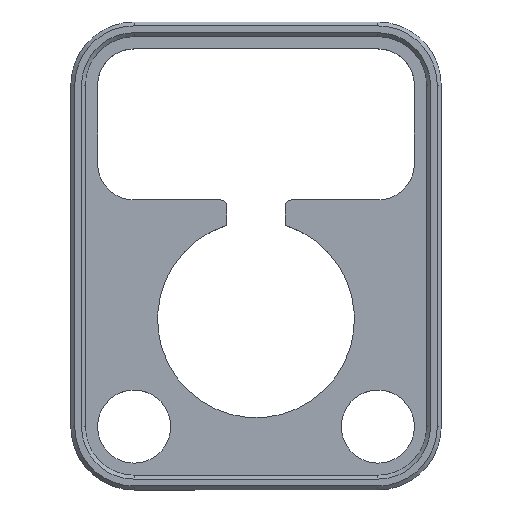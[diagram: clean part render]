
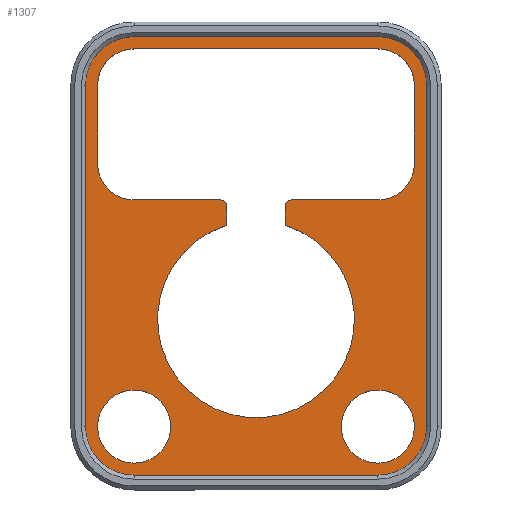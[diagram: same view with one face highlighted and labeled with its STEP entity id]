
A CAD part, top view. The second image highlights one B-rep face of the part: STEP entity #1307.
In plain terms, the highlighted planar face has unit normal (0, 0, 1).
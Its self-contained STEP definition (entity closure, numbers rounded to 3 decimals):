
#17=FACE_BOUND('',#271,.T.);
#18=FACE_BOUND('',#272,.T.);
#19=FACE_BOUND('',#273,.T.);
#78=CIRCLE('',#1403,5.);
#79=CIRCLE('',#1406,5.);
#82=CIRCLE('',#1415,5.);
#83=CIRCLE('',#1418,5.);
#85=CIRCLE('',#1424,3.75);
#87=CIRCLE('',#1428,3.75);
#89=CIRCLE('',#1432,3.75);
#91=CIRCLE('',#1436,3.75);
#93=CIRCLE('',#1440,0.6);
#95=CIRCLE('',#1444,10.1);
#97=CIRCLE('',#1448,0.6);
#99=CIRCLE('',#1451,3.75);
#101=CIRCLE('',#1454,3.75);
#192=FACE_OUTER_BOUND('',#270,.T.);
#270=EDGE_LOOP('',(#1146,#1147,#1148,#1149,#1150,#1151,#1152,#1153));
#271=EDGE_LOOP('',(#1154));
#272=EDGE_LOOP('',(#1155));
#273=EDGE_LOOP('',(#1156,#1157,#1158,#1159,#1160,#1161,#1162,#1163,#1164,
#1165,#1166,#1167,#1168,#1169));
#360=LINE('',#2090,#486);
#363=LINE('',#2098,#489);
#365=LINE('',#2105,#491);
#372=LINE('',#2122,#498);
#376=LINE('',#2135,#502);
#380=LINE('',#2147,#506);
#384=LINE('',#2159,#510);
#388=LINE('',#2171,#514);
#392=LINE('',#2183,#518);
#396=LINE('',#2195,#522);
#400=LINE('',#2207,#526);
#486=VECTOR('',#1705,10.);
#489=VECTOR('',#1714,10.);
#491=VECTOR('',#1722,10.);
#498=VECTOR('',#1741,10.);
#502=VECTOR('',#1755,10.);
#506=VECTOR('',#1767,10.);
#510=VECTOR('',#1779,10.);
#514=VECTOR('',#1791,10.);
#518=VECTOR('',#1803,10.);
#522=VECTOR('',#1815,10.);
#526=VECTOR('',#1827,10.);
#599=VERTEX_POINT('',#2082);
#600=VERTEX_POINT('',#2084);
#601=VERTEX_POINT('',#2088);
#602=VERTEX_POINT('',#2092);
#603=VERTEX_POINT('',#2096);
#605=VERTEX_POINT('',#2104);
#608=VERTEX_POINT('',#2116);
#609=VERTEX_POINT('',#2120);
#612=VERTEX_POINT('',#2132);
#613=VERTEX_POINT('',#2134);
#615=VERTEX_POINT('',#2140);
#617=VERTEX_POINT('',#2146);
#619=VERTEX_POINT('',#2152);
#621=VERTEX_POINT('',#2158);
#623=VERTEX_POINT('',#2164);
#625=VERTEX_POINT('',#2170);
#627=VERTEX_POINT('',#2176);
#629=VERTEX_POINT('',#2182);
#631=VERTEX_POINT('',#2188);
#633=VERTEX_POINT('',#2194);
#635=VERTEX_POINT('',#2200);
#637=VERTEX_POINT('',#2206);
#639=VERTEX_POINT('',#2215);
#641=VERTEX_POINT('',#2221);
#756=EDGE_CURVE('',#600,#599,#78,.T.);
#759=EDGE_CURVE('',#599,#601,#360,.T.);
#761=EDGE_CURVE('',#601,#602,#79,.T.);
#763=EDGE_CURVE('',#602,#603,#363,.T.);
#766=EDGE_CURVE('',#605,#600,#365,.T.);
#773=EDGE_CURVE('',#603,#608,#82,.T.);
#775=EDGE_CURVE('',#608,#609,#372,.T.);
#776=EDGE_CURVE('',#609,#605,#83,.T.);
#780=EDGE_CURVE('',#613,#612,#376,.T.);
#783=EDGE_CURVE('',#615,#613,#85,.T.);
#786=EDGE_CURVE('',#617,#615,#380,.T.);
#789=EDGE_CURVE('',#619,#617,#87,.T.);
#792=EDGE_CURVE('',#621,#619,#384,.T.);
#795=EDGE_CURVE('',#623,#621,#89,.T.);
#798=EDGE_CURVE('',#625,#623,#388,.T.);
#801=EDGE_CURVE('',#627,#625,#91,.T.);
#804=EDGE_CURVE('',#629,#627,#392,.T.);
#807=EDGE_CURVE('',#631,#629,#93,.T.);
#810=EDGE_CURVE('',#633,#631,#396,.T.);
#813=EDGE_CURVE('',#635,#633,#95,.T.);
#816=EDGE_CURVE('',#637,#635,#400,.T.);
#819=EDGE_CURVE('',#612,#637,#97,.T.);
#822=EDGE_CURVE('',#639,#639,#99,.T.);
#825=EDGE_CURVE('',#641,#641,#101,.T.);
#1146=ORIENTED_EDGE('',*,*,#756,.T.);
#1147=ORIENTED_EDGE('',*,*,#759,.T.);
#1148=ORIENTED_EDGE('',*,*,#761,.T.);
#1149=ORIENTED_EDGE('',*,*,#763,.T.);
#1150=ORIENTED_EDGE('',*,*,#773,.T.);
#1151=ORIENTED_EDGE('',*,*,#775,.T.);
#1152=ORIENTED_EDGE('',*,*,#776,.T.);
#1153=ORIENTED_EDGE('',*,*,#766,.T.);
#1154=ORIENTED_EDGE('',*,*,#825,.T.);
#1155=ORIENTED_EDGE('',*,*,#822,.T.);
#1156=ORIENTED_EDGE('',*,*,#819,.T.);
#1157=ORIENTED_EDGE('',*,*,#816,.T.);
#1158=ORIENTED_EDGE('',*,*,#813,.T.);
#1159=ORIENTED_EDGE('',*,*,#810,.T.);
#1160=ORIENTED_EDGE('',*,*,#807,.T.);
#1161=ORIENTED_EDGE('',*,*,#804,.T.);
#1162=ORIENTED_EDGE('',*,*,#801,.T.);
#1163=ORIENTED_EDGE('',*,*,#798,.T.);
#1164=ORIENTED_EDGE('',*,*,#795,.T.);
#1165=ORIENTED_EDGE('',*,*,#792,.T.);
#1166=ORIENTED_EDGE('',*,*,#789,.T.);
#1167=ORIENTED_EDGE('',*,*,#786,.T.);
#1168=ORIENTED_EDGE('',*,*,#783,.T.);
#1169=ORIENTED_EDGE('',*,*,#780,.T.);
#1231=PLANE('',#1455);
#1307=ADVANCED_FACE('',(#192,#17,#18,#19),#1231,.T.);
#1403=AXIS2_PLACEMENT_3D('',#2085,#1699,#1700);
#1406=AXIS2_PLACEMENT_3D('',#2094,#1709,#1710);
#1415=AXIS2_PLACEMENT_3D('',#2118,#1736,#1737);
#1418=AXIS2_PLACEMENT_3D('',#2124,#1744,#1745);
#1424=AXIS2_PLACEMENT_3D('',#2141,#1761,#1762);
#1428=AXIS2_PLACEMENT_3D('',#2153,#1773,#1774);
#1432=AXIS2_PLACEMENT_3D('',#2165,#1785,#1786);
#1436=AXIS2_PLACEMENT_3D('',#2177,#1797,#1798);
#1440=AXIS2_PLACEMENT_3D('',#2189,#1809,#1810);
#1444=AXIS2_PLACEMENT_3D('',#2201,#1821,#1822);
#1448=AXIS2_PLACEMENT_3D('',#2211,#1833,#1834);
#1451=AXIS2_PLACEMENT_3D('',#2217,#1840,#1841);
#1454=AXIS2_PLACEMENT_3D('',#2223,#1847,#1848);
#1455=AXIS2_PLACEMENT_3D('',#2224,#1849,#1850);
#1699=DIRECTION('center_axis',(0.,0.,
1.));
#1700=DIRECTION('ref_axis',(0.,-1.,0.));
#1705=DIRECTION('',(0.,1.,0.));
#1709=DIRECTION('center_axis',(0.,0.,
1.));
#1710=DIRECTION('ref_axis',(1.,0.,0.));
#1714=DIRECTION('',(-1.,0.,0.));
#1722=DIRECTION('',(1.,0.,0.));
#1736=DIRECTION('center_axis',(0.,0.,
1.));
#1737=DIRECTION('ref_axis',(0.,1.,0.));
#1741=DIRECTION('',(0.,-1.,0.));
#1744=DIRECTION('center_axis',(0.,0.,
1.));
#1745=DIRECTION('ref_axis',(-1.,0.,0.));
#1755=DIRECTION('',(-1.,0.,0.));
#1761=DIRECTION('center_axis',(0.,0.,
-1.));
#1762=DIRECTION('ref_axis',(0.,-1.,0.));
#1767=DIRECTION('',(0.,-1.,0.));
#1773=DIRECTION('center_axis',(0.,0.,
-1.));
#1774=DIRECTION('ref_axis',(1.,0.,0.));
#1779=DIRECTION('',(1.,0.,0.));
#1785=DIRECTION('center_axis',(0.,0.,
-1.));
#1786=DIRECTION('ref_axis',(0.,1.,0.));
#1791=DIRECTION('',(0.,1.,0.));
#1797=DIRECTION('center_axis',(0.,0.,
-1.));
#1798=DIRECTION('ref_axis',(-1.,0.,0.));
#1803=DIRECTION('',(-1.,0.,0.));
#1809=DIRECTION('center_axis',(0.,0.,
1.));
#1810=DIRECTION('ref_axis',(1.,0.,0.));
#1815=DIRECTION('',(0.,1.,0.));
#1821=DIRECTION('center_axis',(0.,0.,
-1.));
#1822=DIRECTION('ref_axis',(0.,-1.,0.));
#1827=DIRECTION('',(0.,-1.,0.));
#1833=DIRECTION('center_axis',(0.,0.,
1.));
#1834=DIRECTION('ref_axis',(0.,1.,0.));
#1840=DIRECTION('center_axis',(0.,0.,
-1.));
#1841=DIRECTION('ref_axis',(1.,0.,0.));
#1847=DIRECTION('center_axis',(0.,0.,
-1.));
#1848=DIRECTION('ref_axis',(1.,0.,0.));
#1849=DIRECTION('center_axis',(0.,0.,
1.));
#1850=DIRECTION('ref_axis',(1.,0.,0.));
#2082=CARTESIAN_POINT('',(36.6,6.55,5.3));
#2084=CARTESIAN_POINT('',(31.6,1.55,5.3));
#2085=CARTESIAN_POINT('Origin',(31.6,6.55,5.3));
#2088=CARTESIAN_POINT('',(36.6,41.55,5.3));
#2090=CARTESIAN_POINT('',(36.6,6.55,5.3));
#2092=CARTESIAN_POINT('',(31.6,46.55,5.3));
#2094=CARTESIAN_POINT('Origin',(31.6,41.55,5.3));
#2096=CARTESIAN_POINT('',(6.6,46.55,5.3));
#2098=CARTESIAN_POINT('',(31.6,46.55,5.3));
#2104=CARTESIAN_POINT('',(6.6,1.55,5.3));
#2105=CARTESIAN_POINT('',(31.6,1.55,5.3));
#2116=CARTESIAN_POINT('',(1.6,41.55,5.3));
#2118=CARTESIAN_POINT('Origin',(6.6,41.55,5.3));
#2120=CARTESIAN_POINT('',(1.6,6.55,5.3));
#2122=CARTESIAN_POINT('',(1.6,6.55,5.3));
#2124=CARTESIAN_POINT('Origin',(6.6,6.55,5.3));
#2132=CARTESIAN_POINT('',(22.7,29.8,5.3));
#2134=CARTESIAN_POINT('',(31.6,29.8,5.3));
#2135=CARTESIAN_POINT('',(22.7,29.8,5.3));
#2140=CARTESIAN_POINT('',(35.35,33.55,5.3));
#2141=CARTESIAN_POINT('Origin',(31.6,33.55,5.3));
#2146=CARTESIAN_POINT('',(35.35,41.55,5.3));
#2147=CARTESIAN_POINT('',(35.35,41.55,5.3));
#2152=CARTESIAN_POINT('',(31.6,45.3,5.3));
#2153=CARTESIAN_POINT('Origin',(31.6,41.55,5.3));
#2158=CARTESIAN_POINT('',(6.6,45.3,5.3));
#2159=CARTESIAN_POINT('',(31.6,45.3,5.3));
#2164=CARTESIAN_POINT('',(2.85,41.55,5.3));
#2165=CARTESIAN_POINT('Origin',(6.6,41.55,5.3));
#2170=CARTESIAN_POINT('',(2.85,33.55,5.3));
#2171=CARTESIAN_POINT('',(2.85,41.55,5.3));
#2176=CARTESIAN_POINT('',(6.6,29.8,5.3));
#2177=CARTESIAN_POINT('Origin',(6.6,33.55,5.3));
#2182=CARTESIAN_POINT('',(15.5,29.8,5.3));
#2183=CARTESIAN_POINT('',(6.6,29.8,5.3));
#2188=CARTESIAN_POINT('',(16.1,29.2,5.3));
#2189=CARTESIAN_POINT('Origin',(15.5,29.2,5.3));
#2194=CARTESIAN_POINT('',(16.1,27.199,5.3));
#2195=CARTESIAN_POINT('',(16.1,29.2,5.3));
#2200=CARTESIAN_POINT('',(22.1,27.199,5.3));
#2201=CARTESIAN_POINT('Origin',(19.1,17.555,5.3));
#2206=CARTESIAN_POINT('',(22.1,29.2,5.3));
#2207=CARTESIAN_POINT('',(22.1,29.2,5.3));
#2211=CARTESIAN_POINT('Origin',(22.7,29.2,5.3));
#2215=CARTESIAN_POINT('',(2.85,6.55,5.3));
#2217=CARTESIAN_POINT('Origin',(6.6,6.55,5.3));
#2221=CARTESIAN_POINT('',(27.85,6.55,5.3));
#2223=CARTESIAN_POINT('Origin',(31.6,6.55,5.3));
#2224=CARTESIAN_POINT('Origin',(19.1,24.05,5.3));
